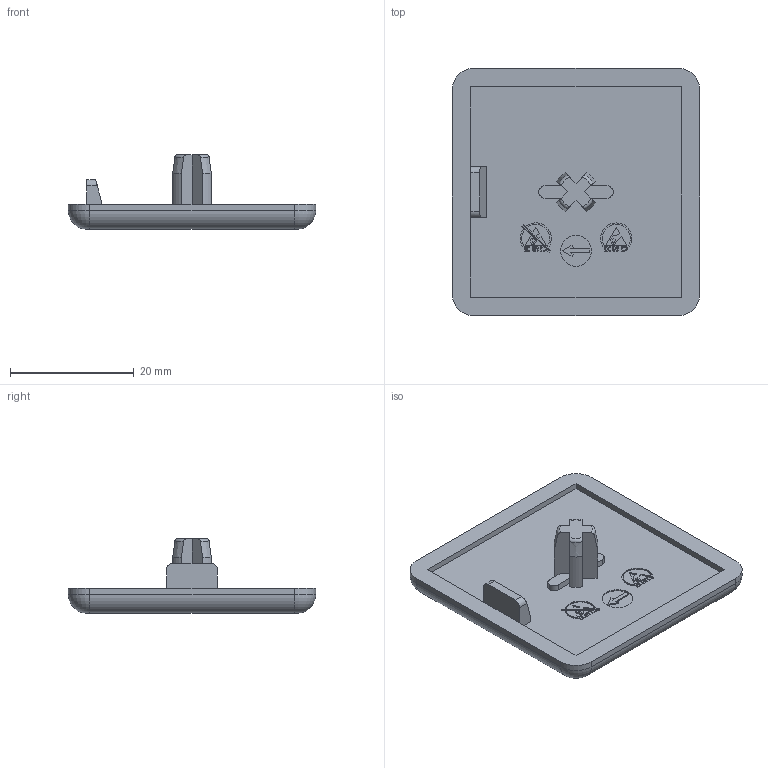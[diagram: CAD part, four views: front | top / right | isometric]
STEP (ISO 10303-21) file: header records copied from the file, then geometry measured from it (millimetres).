
FILE_DESCRIPTION(('STEP AP214'),'1');
FILE_NAME('fath_091007.stp','2017-05-26T06:19:45',('TraceParts'),('TraceParts S.A.'),'Spatial InterOp 3D',' ',' ');
FILE_SCHEMA(('automotive_design'));
Length unit declared in the file: millimetre
Products named in the file (1): fath_091007
Bounding box: 40 x 40 x 12 mm (x, y, z)
Volume: 5215.4 mm3; surface area: 4080.9 mm2
Topology: 1 solids, 1 shells, 292 faces, 812 edges, 538 vertices
Faces by surface type: plane 242, cylinder 34, torus 8, cone 4, bspline 4
Entity records: 11631 total; most frequent: CARTESIAN_POINT 1765, ORIENTED_EDGE 1624, DIRECTION 1442, EDGE_CURVE 812, LINE 708, VECTOR 708, VERTEX_POINT 538, AXIS2_PLACEMENT_3D 367
